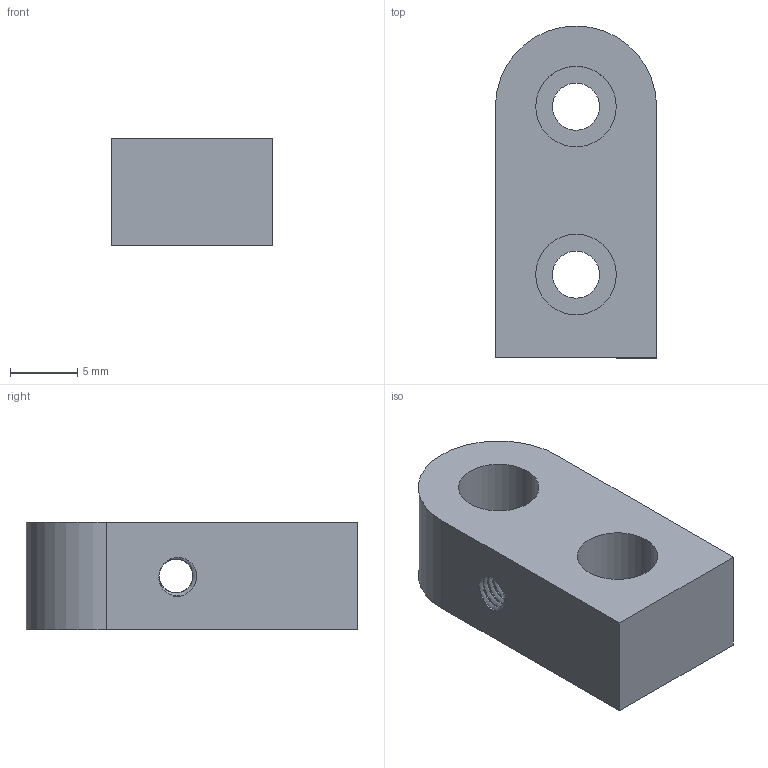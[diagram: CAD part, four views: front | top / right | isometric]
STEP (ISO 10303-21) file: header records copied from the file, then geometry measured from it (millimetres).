
FILE_DESCRIPTION(/* description */ (''),/* implementation_level */ '2;1');
FILE_NAME(/* name */ 'Rail End.step',/* time_stamp */ '2019-11-07T12:25:26-05:00',/* author */ (''),/* organization */ (''),/* preprocessor_version */ 'ST-DEVELOPER v18',/* originating_system */ 'Autodesk Translation Framework v8.9.1.1155',/* authorisation */ '');
FILE_SCHEMA (('AUTOMOTIVE_DESIGN { 1 0 10303 214 3 1 1 }'));
Length unit declared in the file: millimetre
Products named in the file (1): Rail End
Bounding box: 11.99 x 24.69 x 8 mm (x, y, z)
Volume: 1846.7 mm3; surface area: 1477.1 mm2
Topology: 1 solids, 1 shells, 64 faces, 229 edges, 169 vertices
Faces by surface type: cylinder 55, plane 7, bspline 2
Full cylindrical faces by diameter (mm): 2.529 x24, 3.086 x23, 3.5 x1, 3.505 x1, 5.994 x1, 6 x1
Entity records: 17235 total; most frequent: CARTESIAN_POINT 15473, ORIENTED_EDGE 458, EDGE_CURVE 229, DIRECTION 220, VERTEX_POINT 169, B_SPLINE_CURVE_WITH_KNOTS 151, AXIS2_PLACEMENT_3D 79, EDGE_LOOP 72
